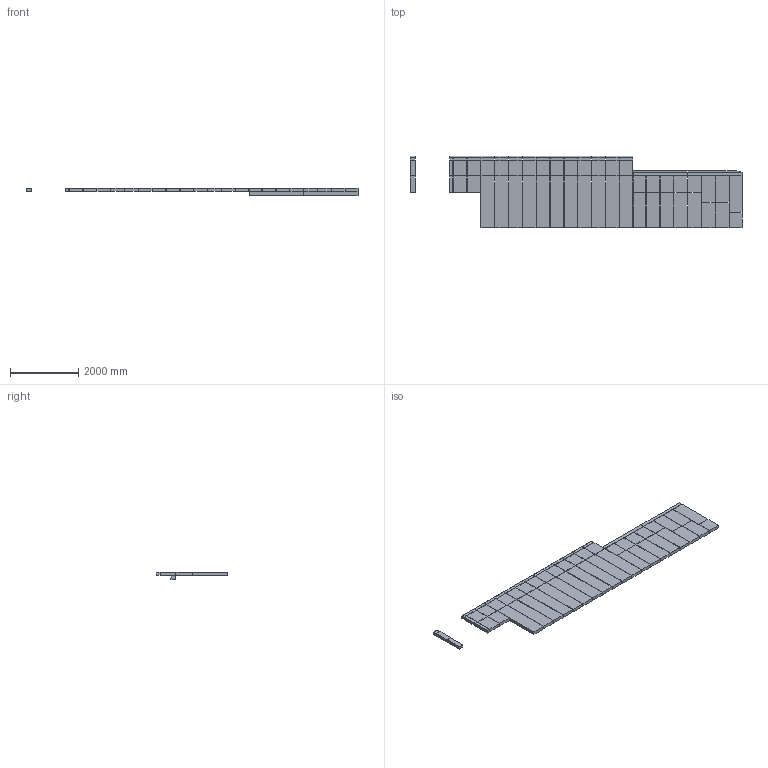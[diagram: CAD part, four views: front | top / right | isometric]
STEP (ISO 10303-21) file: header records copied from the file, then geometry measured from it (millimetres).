
FILE_DESCRIPTION(/* description */ (''),/* implementation_level */ '2;1');
FILE_NAME(/* name */ 'S Wall A.step',/* time_stamp */ '2023-01-12T14:20:11-06:00',/* author */ (''),/* organization */ (''),/* preprocessor_version */ 'ST-DEVELOPER v19.2',/* originating_system */ 'Autodesk Translation Framework v11.17.0.187',/* authorisation */ '');
FILE_SCHEMA (('AUTOMOTIVE_DESIGN { 1 0 10303 214 3 1 1 }'));
Length unit declared in the file: inch
Products named in the file (1): S Wall A
Bounding box: 9744.08 x 2085.97 x 219.07 mm (x, y, z)
Volume: 1450578813.8 mm3; surface area: 43166280.5 mm2
Topology: 63 solids, 63 shells, 396 faces, 809 edges, 539 vertices
Faces by surface type: plane 396
Entity records: 10138 total; most frequent: CARTESIAN_POINT 1745, ORIENTED_EDGE 1618, DIRECTION 1603, LINE 809, VECTOR 809, EDGE_CURVE 809, VERTEX_POINT 539, AXIS2_PLACEMENT_3D 397
